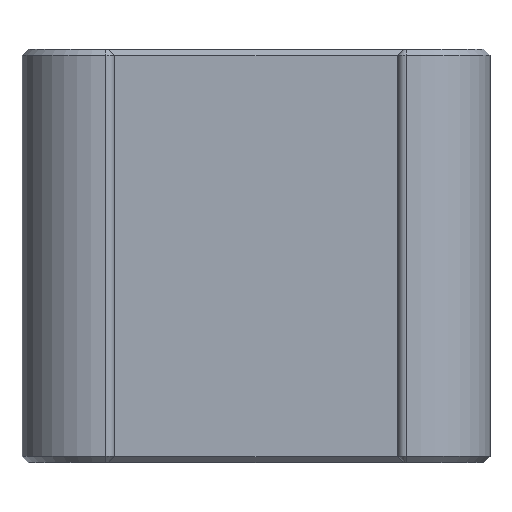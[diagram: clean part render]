
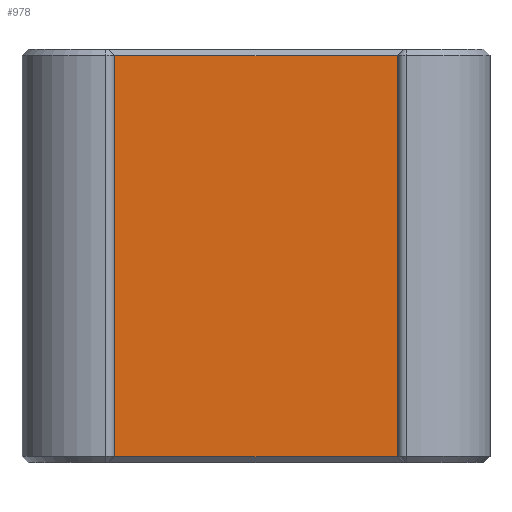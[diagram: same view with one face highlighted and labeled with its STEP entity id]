
A CAD part, top view. The second image highlights one B-rep face of the part: STEP entity #978.
In plain terms, the highlighted planar face has unit normal (0, 0, 1).
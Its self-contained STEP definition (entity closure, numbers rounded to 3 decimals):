
#923=CARTESIAN_POINT('',(0.,0.,0.));
#924=DIRECTION('',(0.,0.,1.));
#925=DIRECTION('',(1.,0.,0.));
#926=AXIS2_PLACEMENT_3D('',#923,#924,#925);
#927=PLANE('',#926);
#928=CARTESIAN_POINT('',(-5.745,-7.307,0.));
#929=VERTEX_POINT('',#928);
#930=CARTESIAN_POINT('',(-5.745,-7.413,0.));
#931=VERTEX_POINT('',#930);
#932=CARTESIAN_POINT('',(-5.745,-7.307,0.));
#933=DIRECTION('',(0.,-1.,0.));
#934=VECTOR('',#933,0.107);
#935=LINE('',#932,#934);
#936=EDGE_CURVE('',#929,#931,#935,.T.);
#937=ORIENTED_EDGE('',*,*,#936,.T.);
#938=CARTESIAN_POINT('',(5.745,-7.413,0.));
#939=VERTEX_POINT('',#938);
#940=CARTESIAN_POINT('',(-5.745,-7.413,0.));
#941=DIRECTION('',(1.,0.,0.));
#942=VECTOR('',#941,11.49);
#943=LINE('',#940,#942);
#944=EDGE_CURVE('',#931,#939,#943,.T.);
#945=ORIENTED_EDGE('',*,*,#944,.T.);
#946=CARTESIAN_POINT('',(5.745,7.307,0.));
#947=VERTEX_POINT('',#946);
#948=CARTESIAN_POINT('',(5.745,-7.413,0.));
#949=DIRECTION('',(0.,1.,0.));
#950=VECTOR('',#949,14.72);
#951=LINE('',#948,#950);
#952=EDGE_CURVE('',#939,#947,#951,.T.);
#953=ORIENTED_EDGE('',*,*,#952,.T.);
#954=CARTESIAN_POINT('',(5.745,7.413,0.));
#955=VERTEX_POINT('',#954);
#956=CARTESIAN_POINT('',(5.745,7.307,0.));
#957=DIRECTION('',(0.,1.,0.));
#958=VECTOR('',#957,0.107);
#959=LINE('',#956,#958);
#960=EDGE_CURVE('',#947,#955,#959,.T.);
#961=ORIENTED_EDGE('',*,*,#960,.T.);
#962=CARTESIAN_POINT('',(-5.745,7.413,0.));
#963=VERTEX_POINT('',#962);
#964=CARTESIAN_POINT('',(5.745,7.413,0.));
#965=DIRECTION('',(-1.,0.,0.));
#966=VECTOR('',#965,11.49);
#967=LINE('',#964,#966);
#968=EDGE_CURVE('',#955,#963,#967,.T.);
#969=ORIENTED_EDGE('',*,*,#968,.T.);
#970=CARTESIAN_POINT('',(-5.745,7.413,0.));
#971=DIRECTION('',(-0.,-1.,-0.));
#972=VECTOR('',#971,14.72);
#973=LINE('',#970,#972);
#974=EDGE_CURVE('',#963,#929,#973,.T.);
#975=ORIENTED_EDGE('',*,*,#974,.T.);
#976=EDGE_LOOP('',(#937,#945,#953,#961,#969,#975));
#977=FACE_BOUND('',#976,.T.);
#978=ADVANCED_FACE('',(#977),#927,.T.);
